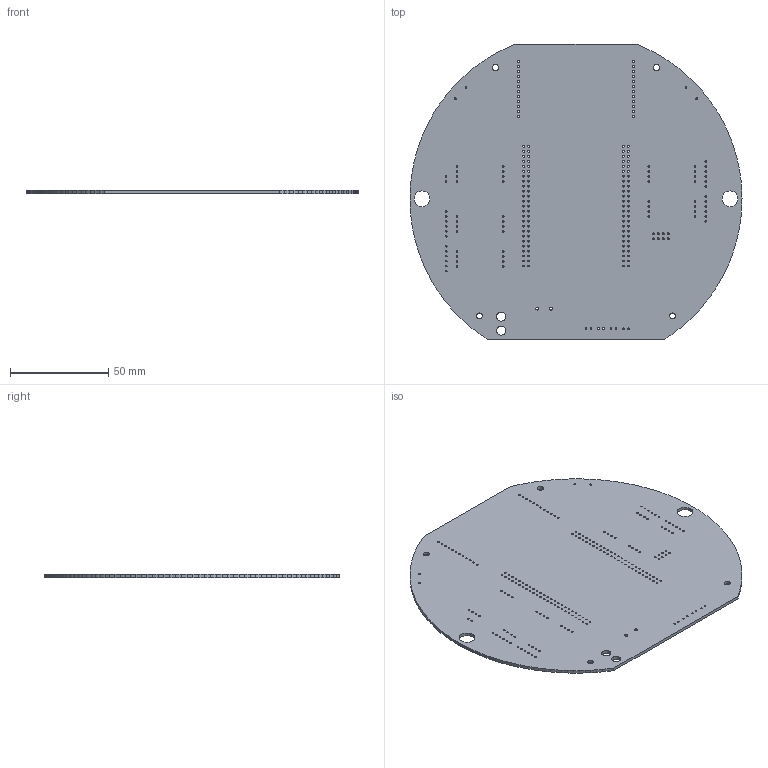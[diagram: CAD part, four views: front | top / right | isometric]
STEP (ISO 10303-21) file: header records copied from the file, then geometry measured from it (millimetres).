
FILE_DESCRIPTION (( 'STEP AP214' ), '1' );
FILE_NAME ('Board.STEP', '2018-04-23T22:11:59', ( '' ), ( '' ), 'SwSTEP 2.0', 'SolidWorks 2017', '' );
FILE_SCHEMA (( 'AUTOMOTIVE_DESIGN' ));
Length unit declared in the file: millimetre
Products named in the file (1): Board
Bounding box: 169 x 150.57 x 1.59 mm (x, y, z)
Volume: 33611.5 mm3; surface area: 44201 mm2
Topology: 1 solids, 1 shells, 570 faces, 1704 edges, 1136 vertices
Faces by surface type: cylinder 440, plane 130
Entity records: 20562 total; most frequent: DIRECTION 3726, CARTESIAN_POINT 3411, ORIENTED_EDGE 3408, EDGE_CURVE 1704, AXIS2_PLACEMENT_3D 1451, VERTEX_POINT 1136, EDGE_LOOP 1010, CIRCLE 880
